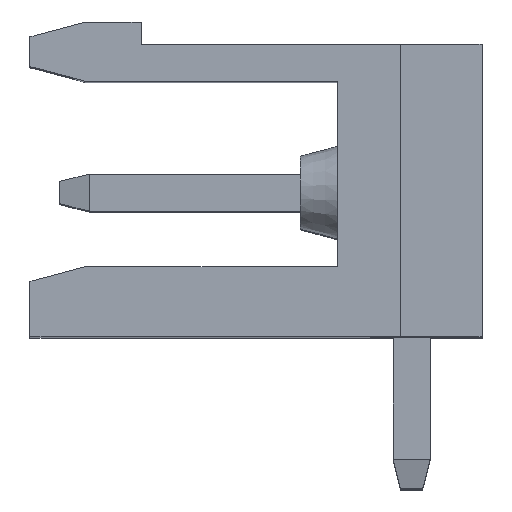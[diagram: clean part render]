
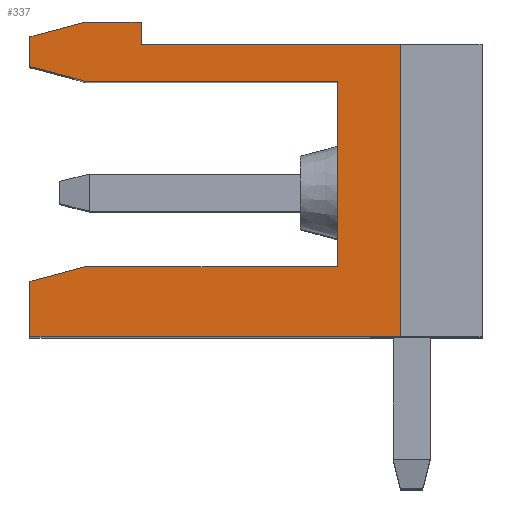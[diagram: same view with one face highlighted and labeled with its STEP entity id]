
A CAD part, top view. The second image highlights one B-rep face of the part: STEP entity #337.
In plain terms, the highlighted planar face has unit normal (0, 0, 1).
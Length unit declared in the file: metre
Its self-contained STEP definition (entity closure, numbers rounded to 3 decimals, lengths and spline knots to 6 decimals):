
#337=ADVANCED_FACE('',(#876),#877,.F.);
#876=FACE_OUTER_BOUND('',#1624,.T.);
#877=PLANE('',#1625);
#1624=EDGE_LOOP('',(#2649,#2650,#2651,#2652,#2653,#2654,#2655,#2656,#2657,#2658,#2659,#2660,#2661));
#1625=AXIS2_PLACEMENT_3D('',#2662,#2663,#2664);
#2649=ORIENTED_EDGE('',*,*,#4622,.T.);
#2650=ORIENTED_EDGE('',*,*,#4625,.T.);
#2651=ORIENTED_EDGE('',*,*,#4421,.T.);
#2652=ORIENTED_EDGE('',*,*,#4626,.T.);
#2653=ORIENTED_EDGE('',*,*,#4627,.T.);
#2654=ORIENTED_EDGE('',*,*,#4628,.T.);
#2655=ORIENTED_EDGE('',*,*,#4629,.T.);
#2656=ORIENTED_EDGE('',*,*,#4630,.F.);
#2657=ORIENTED_EDGE('',*,*,#4631,.F.);
#2658=ORIENTED_EDGE('',*,*,#4632,.F.);
#2659=ORIENTED_EDGE('',*,*,#4633,.F.);
#2660=ORIENTED_EDGE('',*,*,#4634,.F.);
#2661=ORIENTED_EDGE('',*,*,#4635,.T.);
#2662=CARTESIAN_POINT('',(-0.0037,0.0069,0.18324));
#2663=DIRECTION('',(0.0,0.0,-1.0));
#2664=DIRECTION('',(0.0,-1.0,0.0));
#4421=EDGE_CURVE('',#5268,#5269,#5270,.T.);
#4622=EDGE_CURVE('',#5604,#5602,#5605,.T.);
#4625=EDGE_CURVE('',#5602,#5268,#5608,.T.);
#4626=EDGE_CURVE('',#5269,#5609,#5610,.T.);
#4627=EDGE_CURVE('',#5609,#5611,#5612,.T.);
#4628=EDGE_CURVE('',#5611,#5613,#5614,.T.);
#4629=EDGE_CURVE('',#5613,#5615,#5616,.T.);
#4630=EDGE_CURVE('',#5617,#5615,#5618,.T.);
#4631=EDGE_CURVE('',#5619,#5617,#5620,.T.);
#4632=EDGE_CURVE('',#5621,#5619,#5622,.T.);
#4633=EDGE_CURVE('',#5623,#5621,#5624,.T.);
#4634=EDGE_CURVE('',#5625,#5623,#5626,.T.);
#4635=EDGE_CURVE('',#5625,#5604,#5627,.T.);
#5268=VERTEX_POINT('',#6494);
#5269=VERTEX_POINT('',#6495);
#5270=LINE('',#6496,#6497);
#5602=VERTEX_POINT('',#7013);
#5604=VERTEX_POINT('',#7016);
#5605=LINE('',#7017,#7018);
#5608=LINE('',#7022,#7023);
#5609=VERTEX_POINT('',#7024);
#5610=LINE('',#7025,#7026);
#5611=VERTEX_POINT('',#7027);
#5612=LINE('',#7028,#7029);
#5613=VERTEX_POINT('',#7030);
#5614=LINE('',#7031,#7032);
#5615=VERTEX_POINT('',#7033);
#5616=LINE('',#7034,#7035);
#5617=VERTEX_POINT('',#7036);
#5618=LINE('',#7037,#7038);
#5619=VERTEX_POINT('',#7039);
#5620=LINE('',#7040,#7041);
#5621=VERTEX_POINT('',#7042);
#5622=LINE('',#7043,#7044);
#5623=VERTEX_POINT('',#7045);
#5624=LINE('',#7046,#7047);
#5625=VERTEX_POINT('',#7048);
#5626=LINE('',#7049,#7050);
#5627=LINE('',#7051,#7052);
#6494=CARTESIAN_POINT('',(-0.002,0.0079,0.18324));
#6495=CARTESIAN_POINT('',(-0.009,0.0079,0.18324));
#6496=CARTESIAN_POINT('',(-0.0022,0.0079,0.18324));
#6497=VECTOR('',#8278,1.0);
#7013=CARTESIAN_POINT('',(-0.002,0.,0.18324));
#7016=CARTESIAN_POINT('',(-0.012,0.,0.18324));
#7017=CARTESIAN_POINT('',(-0.012,0.,0.18324));
#7018=VECTOR('',#8456,1.0);
#7022=CARTESIAN_POINT('',(-0.002,0.0079,0.18324));
#7023=VECTOR('',#8458,1.0);
#7024=CARTESIAN_POINT('',(-0.009,0.0085,0.18324));
#7025=CARTESIAN_POINT('',(-0.009,0.0081,0.18324));
#7026=VECTOR('',#8459,1.0);
#7027=CARTESIAN_POINT('',(-0.010507,0.0085,0.18324));
#7028=CARTESIAN_POINT('',(-0.009,0.0085,0.18324));
#7029=VECTOR('',#8460,1.0);
#7030=CARTESIAN_POINT('',(-0.012,0.0081,0.18324));
#7031=CARTESIAN_POINT('',(-0.010507,0.0085,0.18324));
#7032=VECTOR('',#8461,1.0);
#7033=CARTESIAN_POINT('',(-0.012,0.0073,0.18324));
#7034=CARTESIAN_POINT('',(-0.012,0.0082,0.18324));
#7035=VECTOR('',#8462,1.0);
#7036=CARTESIAN_POINT('',(-0.010507,0.0069,0.18324));
#7037=CARTESIAN_POINT('',(-0.012,0.0073,0.18324));
#7038=VECTOR('',#8463,1.0);
#7039=CARTESIAN_POINT('',(-0.0037,0.0069,0.18324));
#7040=CARTESIAN_POINT('',(-0.010507,0.0069,0.18324));
#7041=VECTOR('',#8464,1.0);
#7042=CARTESIAN_POINT('',(-0.0037,0.0019,0.18324));
#7043=CARTESIAN_POINT('',(-0.0037,0.0069,0.18324));
#7044=VECTOR('',#8465,1.0);
#7045=CARTESIAN_POINT('',(-0.0105,0.0019,0.18324));
#7046=CARTESIAN_POINT('',(-0.0037,0.0019,0.18324));
#7047=VECTOR('',#8466,1.0);
#7048=CARTESIAN_POINT('',(-0.012,0.001498,0.18324));
#7049=CARTESIAN_POINT('',(-0.0105,0.0019,0.18324));
#7050=VECTOR('',#8467,1.0);
#7051=CARTESIAN_POINT('',(-0.012,0.0082,0.18324));
#7052=VECTOR('',#8468,1.0);
#8278=DIRECTION('',(-1.0,0.0,0.0));
#8456=DIRECTION('',(1.0,0.0,0.0));
#8458=DIRECTION('',(0.0,1.0,0.0));
#8459=DIRECTION('',(0.,1.0,0.0));
#8460=DIRECTION('',(-1.0,0.0,0.0));
#8461=DIRECTION('',(-0.966,-0.259,0.0));
#8462=DIRECTION('',(0.0,-1.0,0.0));
#8463=DIRECTION('',(-0.966,0.259,0.0));
#8464=DIRECTION('',(-1.0,0.0,0.0));
#8465=DIRECTION('',(0.,1.0,0.0));
#8466=DIRECTION('',(1.0,0.0,0.0));
#8467=DIRECTION('',(0.966,0.259,0.0));
#8468=DIRECTION('',(0.0,-1.0,0.0));
